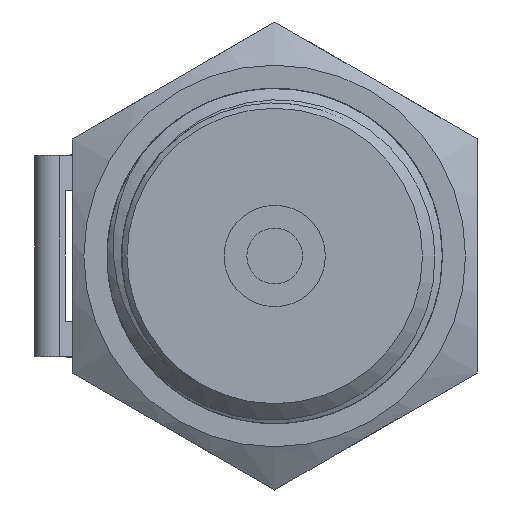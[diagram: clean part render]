
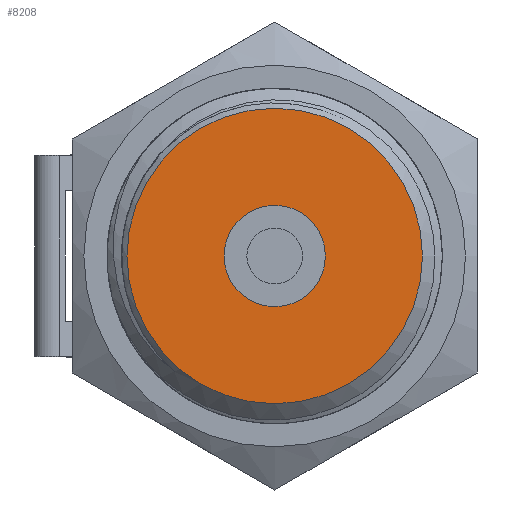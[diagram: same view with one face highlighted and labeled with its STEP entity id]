
A CAD part, left-side view. The second image highlights one B-rep face of the part: STEP entity #8208.
In plain terms, the highlighted planar face has unit normal (-1, 0, 0).
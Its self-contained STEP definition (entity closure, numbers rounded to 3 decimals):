
#2095=FACE_BOUND('',#2670,.T.);
#2174=FACE_OUTER_BOUND('',#2669,.T.);
#2669=EDGE_LOOP('',(#5572));
#2670=EDGE_LOOP('',(#5573));
#3211=CIRCLE('',#8769,8.75);
#3212=CIRCLE('',#8771,3.);
#3391=VERTEX_POINT('',#11666);
#3392=VERTEX_POINT('',#11670);
#4262=EDGE_CURVE('',#3391,#3391,#3211,.T.);
#4263=EDGE_CURVE('',#3392,#3392,#3212,.T.);
#5572=ORIENTED_EDGE('',*,*,#4262,.F.);
#5573=ORIENTED_EDGE('',*,*,#4263,.T.);
#8027=PLANE('',#8770);
#8208=ADVANCED_FACE('',(#2174,#2095),#8027,.T.);
#8769=AXIS2_PLACEMENT_3D('',#11668,#9289,#9290);
#8770=AXIS2_PLACEMENT_3D('',#11669,#9291,#9292);
#8771=AXIS2_PLACEMENT_3D('',#11671,#9293,#9294);
#9289=DIRECTION('center_axis',(1.,0.,0.));
#9290=DIRECTION('ref_axis',(0.,0.,-1.));
#9291=DIRECTION('center_axis',(-1.,0.,0.));
#9292=DIRECTION('ref_axis',(0.,0.,1.));
#9293=DIRECTION('center_axis',(1.,0.,0.));
#9294=DIRECTION('ref_axis',(0.,0.,-1.));
#11666=CARTESIAN_POINT('',(3.,-8.75,0.));
#11668=CARTESIAN_POINT('Origin',(3.,0.,0.));
#11669=CARTESIAN_POINT('Origin',(3.,8.75,0.));
#11670=CARTESIAN_POINT('',(3.,-3.,0.));
#11671=CARTESIAN_POINT('Origin',(3.,0.,0.));
